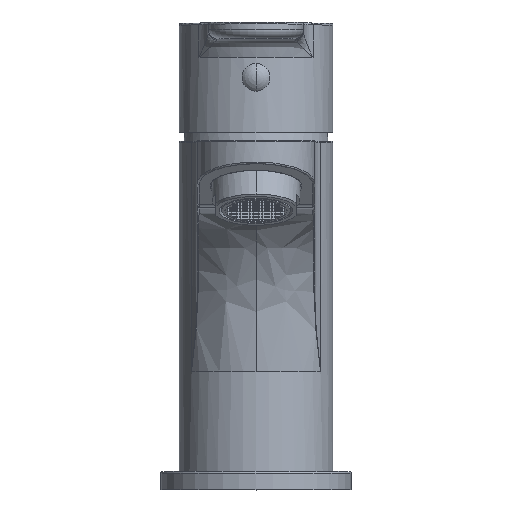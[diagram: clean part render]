
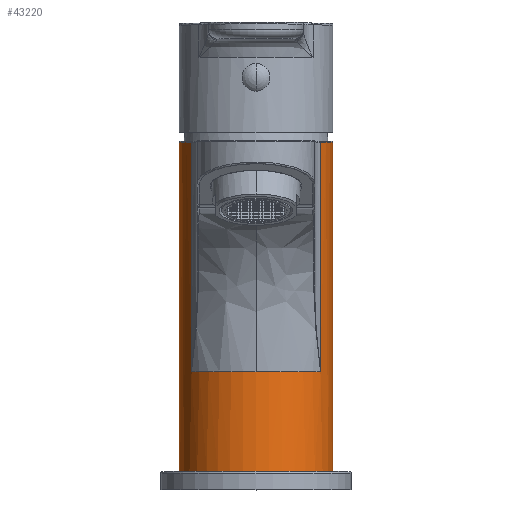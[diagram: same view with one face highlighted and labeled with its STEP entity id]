
A CAD part, top view. The second image highlights one B-rep face of the part: STEP entity #43220.
In plain terms, the highlighted cylindrical face has radius 21 mm (diameter 42 mm), a partial arc.
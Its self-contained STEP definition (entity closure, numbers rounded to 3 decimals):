
#4322=CARTESIAN_POINT('',(17.613,29.2,11.436));
#4324=CARTESIAN_POINT('',(0.,29.2,0.));
#4325=DIRECTION('',(0.,-1.,0.));
#4326=DIRECTION('',(0.839,0.,0.545));
#4327=AXIS2_PLACEMENT_3D('',#4324,#4325,#4326);
#4368=CARTESIAN_POINT('',(0.,2.,0.));
#4369=DIRECTION('',(0.,1.,0.));
#4370=DIRECTION('',(-1.,0.,0.));
#4371=AXIS2_PLACEMENT_3D('',#4368,#4369,#4370);
#4373=DIRECTION('',(0.,1.,0.));
#4374=VECTOR('',#4373,90.);
#4375=CARTESIAN_POINT('',(-21.,2.,0.));
#4376=LINE('',#4375,#4374);
#4377=CARTESIAN_POINT('',(0.,92.,0.));
#4378=DIRECTION('',(0.,1.,0.));
#4379=DIRECTION('',(-1.,0.,0.));
#4380=AXIS2_PLACEMENT_3D('',#4377,#4378,#4379);
#4382=DIRECTION('',(0.,1.,0.));
#4383=VECTOR('',#4382,62.8);
#4384=CARTESIAN_POINT('',(-17.613,29.2,11.436));
#4385=LINE('',#4384,#4383);
#4386=DIRECTION('',(0.,-1.,0.));
#4387=VECTOR('',#4386,62.8);
#4388=CARTESIAN_POINT('',(17.613,92.,11.436));
#4389=LINE('',#4388,#4387);
#4390=CARTESIAN_POINT('',(0.,92.,0.));
#4391=DIRECTION('',(0.,1.,0.));
#4392=DIRECTION('',(0.839,0.,0.545));
#4393=AXIS2_PLACEMENT_3D('',#4390,#4391,#4392);
#23875=CARTESIAN_POINT('',(0.,29.2,21.));
#23926=CARTESIAN_POINT('',(0.,29.2,0.));
#23927=DIRECTION('',(0.,-1.,0.));
#23928=DIRECTION('',(0.,0.,1.));
#23929=AXIS2_PLACEMENT_3D('',#23926,#23927,#23928);
#23956=CARTESIAN_POINT('',(-17.613,29.2,
11.436));
#23973=DIRECTION('',(0.,1.,0.));
#23974=VECTOR('',#23973,90.);
#23975=CARTESIAN_POINT('',(21.,2.,0.));
#23976=LINE('',#23975,#23974);
#32352=VERTEX_POINT('',#23875);
#32387=VERTEX_POINT('',#4322);
#32419=VERTEX_POINT('',#23956);
#32426=CARTESIAN_POINT('',(17.613,92.,11.436));
#32427=VERTEX_POINT('',#32426);
#32430=CARTESIAN_POINT('',(-17.613,92.,11.436));
#32431=VERTEX_POINT('',#32430);
#32797=CARTESIAN_POINT('',(21.,92.,0.));
#32798=VERTEX_POINT('',#32797);
#32799=CARTESIAN_POINT('',(-21.,92.,0.));
#32800=VERTEX_POINT('',#32799);
#39211=CARTESIAN_POINT('',(21.,2.,0.));
#39212=CARTESIAN_POINT('',(-21.,2.,0.));
#39213=VERTEX_POINT('',#39211);
#39214=VERTEX_POINT('',#39212);
#43196=CARTESIAN_POINT('',(0.,0.,0.));
#43197=DIRECTION('',(0.,1.,0.));
#43198=DIRECTION('',(1.,0.,0.));
#43199=AXIS2_PLACEMENT_3D('',#43196,#43197,#43198);
#43200=CYLINDRICAL_SURFACE('',#43199,21.);
#43202=ORIENTED_EDGE('',*,*,#43201,.F.);
#43204=ORIENTED_EDGE('',*,*,#43203,.T.);
#43206=ORIENTED_EDGE('',*,*,#43205,.T.);
#43208=ORIENTED_EDGE('',*,*,#43207,.F.);
#43210=ORIENTED_EDGE('',*,*,#43209,.F.);
#43211=ORIENTED_EDGE('',*,*,#43179,.F.);
#43213=ORIENTED_EDGE('',*,*,#43212,.F.);
#43215=ORIENTED_EDGE('',*,*,#43214,.T.);
#43217=ORIENTED_EDGE('',*,*,#43216,.F.);
#43218=EDGE_LOOP('',(#43202,#43204,#43206,#43208,#43210,#43211,#43213,#43215,
#43217));
#43219=FACE_OUTER_BOUND('',#43218,.F.);
#43220=ADVANCED_FACE('',(#43219),#43200,.T.);
#4328=CIRCLE('',#4327,21.);
#4372=CIRCLE('',#4371,21.);
#4381=CIRCLE('',#4380,21.);
#4394=CIRCLE('',#4393,21.);
#23930=CIRCLE('',#23929,21.);
#43179=EDGE_CURVE('',#32387,#32352,#4328,.T.);
#43201=EDGE_CURVE('',#39214,#39213,#4372,.T.);
#43203=EDGE_CURVE('',#39214,#32800,#4376,.T.);
#43205=EDGE_CURVE('',#32800,#32431,#4381,.T.);
#43207=EDGE_CURVE('',#32419,#32431,#4385,.T.);
#43209=EDGE_CURVE('',#32352,#32419,#23930,.T.);
#43212=EDGE_CURVE('',#32427,#32387,#4389,.T.);
#43214=EDGE_CURVE('',#32427,#32798,#4394,.T.);
#43216=EDGE_CURVE('',#39213,#32798,#23976,.T.);
